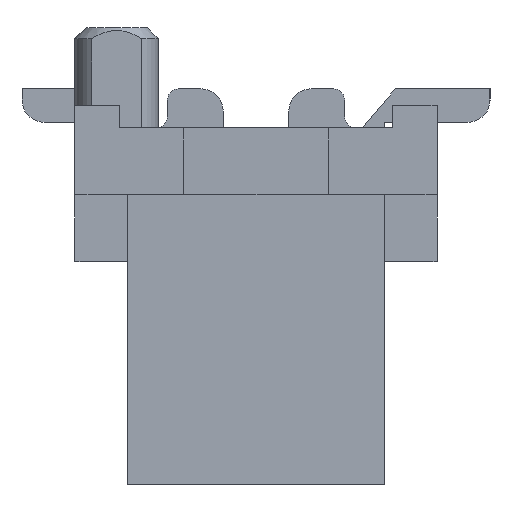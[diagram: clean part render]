
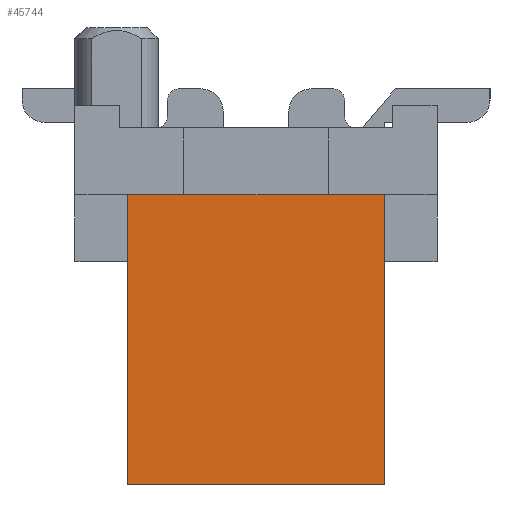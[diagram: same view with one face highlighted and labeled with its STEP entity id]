
A CAD part, left-side view. The second image highlights one B-rep face of the part: STEP entity #45744.
In plain terms, the highlighted planar face has unit normal (-1, 0, 0).
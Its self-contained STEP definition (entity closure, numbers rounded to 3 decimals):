
#77=DIRECTION('',(0.,-1.,0.));
#78=VECTOR('',#77,2.3);
#79=CARTESIAN_POINT('',(-8.4,1.15,-0.8));
#80=LINE('',#79,#78);
#4647=DIRECTION('',(0.,0.,-1.));
#4648=VECTOR('',#4647,2.6);
#4649=CARTESIAN_POINT('',(-8.4,1.15,-0.8));
#4650=LINE('',#4649,#4648);
#5239=DIRECTION('',(0.,1.,0.));
#5240=VECTOR('',#5239,2.3);
#5241=CARTESIAN_POINT('',(-8.4,-1.15,-3.4));
#5242=LINE('',#5241,#5240);
#5619=DIRECTION('',(0.,0.,1.));
#5620=VECTOR('',#5619,2.6);
#5621=CARTESIAN_POINT('',(-8.4,-1.15,-3.4));
#5622=LINE('',#5621,#5620);
#17315=CARTESIAN_POINT('',(-8.4,1.15,-0.8));
#17316=CARTESIAN_POINT('',(-8.4,-1.15,-0.8));
#17317=VERTEX_POINT('',#17315);
#17318=VERTEX_POINT('',#17316);
#17323=CARTESIAN_POINT('',(-8.4,-1.15,-3.4));
#17324=CARTESIAN_POINT('',(-8.4,1.15,-3.4));
#17325=VERTEX_POINT('',#17323);
#17326=VERTEX_POINT('',#17324);
#45733=CARTESIAN_POINT('',(-8.4,1.15,-3.4));
#45734=DIRECTION('',(1.,0.,0.));
#45735=DIRECTION('',(0.,-1.,0.));
#45736=AXIS2_PLACEMENT_3D('',#45733,#45734,#45735);
#45737=PLANE('',#45736);
#45738=ORIENTED_EDGE('',*,*,#28057,.F.);
#45739=ORIENTED_EDGE('',*,*,#27534,.T.);
#45740=ORIENTED_EDGE('',*,*,#27208,.F.);
#45741=ORIENTED_EDGE('',*,*,#22843,.T.);
#45742=EDGE_LOOP('',(#45738,#45739,#45740,#45741));
#45743=FACE_OUTER_BOUND('',#45742,.F.);
#22843=EDGE_CURVE('',#17317,#17318,#80,.T.);
#27208=EDGE_CURVE('',#17317,#17326,#4650,.T.);
#27534=EDGE_CURVE('',#17325,#17326,#5242,.T.);
#28057=EDGE_CURVE('',#17325,#17318,#5622,.T.);
#45744=ADVANCED_FACE('',(#45743),#45737,.F.);
